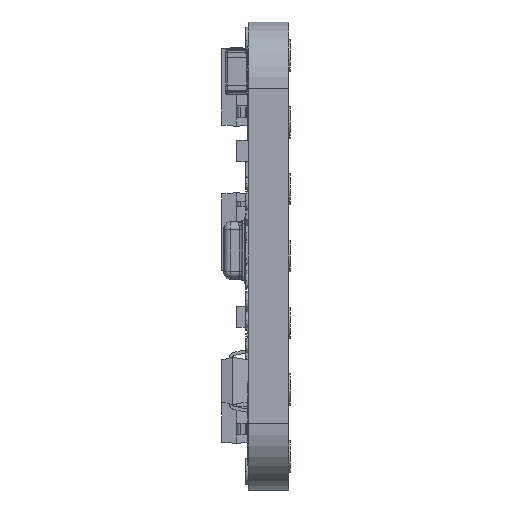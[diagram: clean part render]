
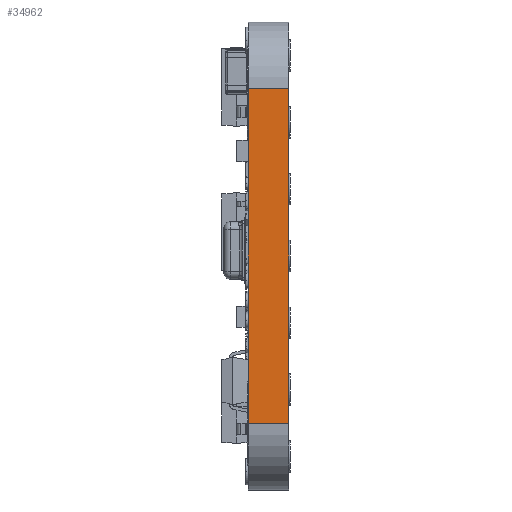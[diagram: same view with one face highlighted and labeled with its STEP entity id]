
A CAD part, left-side view. The second image highlights one B-rep face of the part: STEP entity #34962.
In plain terms, the highlighted planar face has unit normal (-1, 0, 0).
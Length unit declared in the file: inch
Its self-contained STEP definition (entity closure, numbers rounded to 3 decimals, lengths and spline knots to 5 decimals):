
#582 = LINE ( 'NONE', #29373, #3116 ) ;
#854 = PLANE ( 'NONE',  #35539 ) ;
#878 = VERTEX_POINT ( 'NONE', #26893 ) ;
#1038 = CARTESIAN_POINT ( 'NONE',  ( -0.375, 0., -0.25 ) ) ;
#1165 = CARTESIAN_POINT ( 'NONE',  ( -0.375, 0., 0.25 ) ) ;
#2880 = DIRECTION ( 'NONE',  ( 0., 1., 0. ) ) ;
#3116 = VECTOR ( 'NONE', #32233, 39.37008 ) ;
#4054 = CARTESIAN_POINT ( 'NONE',  ( -0.375, 0., 0. ) ) ;
#4243 = LINE ( 'NONE', #4054, #9190 ) ;
#4801 = ORIENTED_EDGE ( 'NONE', *, *, #26279, .T. ) ;
#4989 = EDGE_CURVE ( 'NONE', #33125, #21044, #582, .T. ) ;
#7180 = EDGE_CURVE ( 'NONE', #33125, #878, #23967, .T. ) ;
#8309 = LINE ( 'NONE', #19509, #8754 ) ;
#8754 = VECTOR ( 'NONE', #37533, 39.37008 ) ;
#9190 = VECTOR ( 'NONE', #24556, 39.37008 ) ;
#9658 = CARTESIAN_POINT ( 'NONE',  ( -0.375, 0., -0.35 ) ) ;
#9955 = ORIENTED_EDGE ( 'NONE', *, *, #17789, .T. ) ;
#13833 = VERTEX_POINT ( 'NONE', #1038 ) ;
#15064 = ORIENTED_EDGE ( 'NONE', *, *, #4989, .T. ) ;
#16215 = EDGE_LOOP ( 'NONE', ( #9955, #4801, #22471, #15064 ) ) ;
#17789 = EDGE_CURVE ( 'NONE', #21044, #13833, #8309, .T. ) ;
#19509 = CARTESIAN_POINT ( 'NONE',  ( -0.375, 0., -0.25 ) ) ;
#19542 = VECTOR ( 'NONE', #35498, 39.37008 ) ;
#21044 = VERTEX_POINT ( 'NONE', #22609 ) ;
#22471 = ORIENTED_EDGE ( 'NONE', *, *, #7180, .F. ) ;
#22609 = CARTESIAN_POINT ( 'NONE',  ( -0.375, 0.06102, -0.25 ) ) ;
#23178 = DIRECTION ( 'NONE',  ( -1., 0., 0. ) ) ;
#23967 = LINE ( 'NONE', #1165, #19542 ) ;
#24556 = DIRECTION ( 'NONE',  ( 0., 0., 1. ) ) ;
#25263 = CARTESIAN_POINT ( 'NONE',  ( -0.375, 0.06102, 0.25 ) ) ;
#26279 = EDGE_CURVE ( 'NONE', #13833, #878, #4243, .T. ) ;
#26893 = CARTESIAN_POINT ( 'NONE',  ( -0.375, 0., 0.25 ) ) ;
#29373 = CARTESIAN_POINT ( 'NONE',  ( -0.375, 0.06102, -0.35 ) ) ;
#32233 = DIRECTION ( 'NONE',  ( 0., 0., -1. ) ) ;
#32886 = FACE_OUTER_BOUND ( 'NONE', #16215, .T. ) ;
#33125 = VERTEX_POINT ( 'NONE', #25263 ) ;
#34962 = ADVANCED_FACE ( 'NONE', ( #32886 ), #854, .T. ) ;
#35498 = DIRECTION ( 'NONE',  ( 0., -1., 0. ) ) ;
#35539 = AXIS2_PLACEMENT_3D ( 'NONE', #9658, #23178, #2880 ) ;
#37533 = DIRECTION ( 'NONE',  ( 0., -1., 0. ) ) ;
